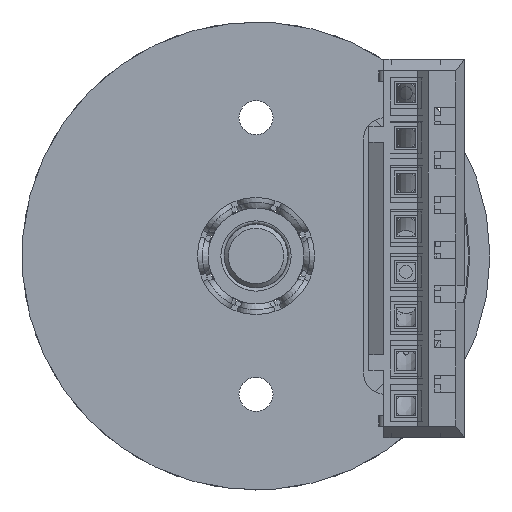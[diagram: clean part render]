
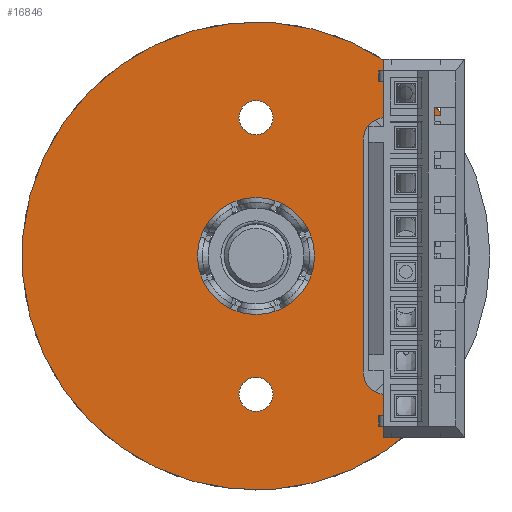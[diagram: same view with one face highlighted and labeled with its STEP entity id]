
A CAD part, front view. The second image highlights one B-rep face of the part: STEP entity #16846.
In plain terms, the highlighted planar face has unit normal (0, -1, 0).
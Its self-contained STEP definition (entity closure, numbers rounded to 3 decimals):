
#52 = CARTESIAN_POINT ( 'NONE',  ( 0., 0., -7.3 ) ) ;
#283 = CIRCLE ( 'NONE', #13626, 11. ) ;
#589 = VECTOR ( 'NONE', #880, 1000. ) ;
#702 = ORIENTED_EDGE ( 'NONE', *, *, #13590, .F. ) ;
#706 = DIRECTION ( 'NONE',  ( 0., 1., 0. ) ) ;
#880 = DIRECTION ( 'NONE',  ( 1., 0., 0. ) ) ;
#911 = AXIS2_PLACEMENT_3D ( 'NONE', #11808, #10155, #7151 ) ;
#1840 = CARTESIAN_POINT ( 'NONE',  ( 8.874, 0., -6.5 ) ) ;
#2068 = VERTEX_POINT ( 'NONE', #1840 ) ;
#2156 = EDGE_CURVE ( 'NONE', #17657, #2068, #283, .T. ) ;
#2748 = AXIS2_PLACEMENT_3D ( 'NONE', #11615, #5506, #15690 ) ;
#2823 = DIRECTION ( 'NONE',  ( 0., -1., 0. ) ) ;
#3440 = LINE ( 'NONE', #16748, #7292 ) ;
#3443 = CARTESIAN_POINT ( 'NONE',  ( 5.05, 0., 0. ) ) ;
#3640 = CARTESIAN_POINT ( 'NONE',  ( 0., 0., -2.75 ) ) ;
#4077 = PLANE ( 'NONE',  #18623 ) ;
#4230 = ORIENTED_EDGE ( 'NONE', *, *, #8310, .T. ) ;
#4618 = VERTEX_POINT ( 'NONE', #18577 ) ;
#5000 = EDGE_LOOP ( 'NONE', ( #17349 ) ) ;
#5016 = VERTEX_POINT ( 'NONE', #3640 ) ;
#5163 = DIRECTION ( 'NONE',  ( 0., -1., 0. ) ) ;
#5451 = CARTESIAN_POINT ( 'NONE',  ( 0., 0., 0. ) ) ;
#5506 = DIRECTION ( 'NONE',  ( 0., -1., 0. ) ) ;
#5727 = VERTEX_POINT ( 'NONE', #11253 ) ;
#5841 = DIRECTION ( 'NONE',  ( 0., 0., -1. ) ) ;
#6198 = ORIENTED_EDGE ( 'NONE', *, *, #2156, .T. ) ;
#6354 = DIRECTION ( 'NONE',  ( 0., -1., 0. ) ) ;
#6460 = ORIENTED_EDGE ( 'NONE', *, *, #8252, .F. ) ;
#6558 = EDGE_CURVE ( 'NONE', #5727, #5727, #8680, .T. ) ;
#6846 = CIRCLE ( 'NONE', #8408, 1. ) ;
#7151 = DIRECTION ( 'NONE',  ( 0., 0., -1. ) ) ;
#7292 = VECTOR ( 'NONE', #11220, 1000. ) ;
#8252 = EDGE_CURVE ( 'NONE', #17657, #9960, #3440, .T. ) ;
#8310 = EDGE_CURVE ( 'NONE', #14236, #9960, #15982, .T. ) ;
#8408 = AXIS2_PLACEMENT_3D ( 'NONE', #13437, #17911, #18113 ) ;
#8680 = CIRCLE ( 'NONE', #911, 0.8 ) ;
#9374 = ORIENTED_EDGE ( 'NONE', *, *, #16317, .F. ) ;
#9441 = CARTESIAN_POINT ( 'NONE',  ( 0., 0., 0. ) ) ;
#9960 = VERTEX_POINT ( 'NONE', #14582 ) ;
#10155 = DIRECTION ( 'NONE',  ( 0., -1., 0. ) ) ;
#11031 = ORIENTED_EDGE ( 'NONE', *, *, #17903, .F. ) ;
#11155 = CARTESIAN_POINT ( 'NONE',  ( 5.05, 0., 5.5 ) ) ;
#11220 = DIRECTION ( 'NONE',  ( -1., 0., 0. ) ) ;
#11253 = CARTESIAN_POINT ( 'NONE',  ( 0., 0., 5.7 ) ) ;
#11615 = CARTESIAN_POINT ( 'NONE',  ( 0., 0., -6.5 ) ) ;
#11717 = VERTEX_POINT ( 'NONE', #52 ) ;
#11808 = CARTESIAN_POINT ( 'NONE',  ( 0., 0., 6.5 ) ) ;
#11844 = FACE_BOUND ( 'NONE', #18184, .T. ) ;
#11971 = ORIENTED_EDGE ( 'NONE', *, *, #17873, .T. ) ;
#12466 = DIRECTION ( 'NONE',  ( 0., 0., -1. ) ) ;
#12723 = CARTESIAN_POINT ( 'NONE',  ( 5.05, 0., -5.5 ) ) ;
#12913 = FACE_BOUND ( 'NONE', #5000, .T. ) ;
#12999 = FACE_BOUND ( 'NONE', #14829, .T. ) ;
#13421 = EDGE_LOOP ( 'NONE', ( #15022, #11971, #9374, #4230, #6460, #6198 ) ) ;
#13437 = CARTESIAN_POINT ( 'NONE',  ( 6.05, 0., -5.5 ) ) ;
#13590 = EDGE_CURVE ( 'NONE', #11717, #11717, #16705, .T. ) ;
#13626 = AXIS2_PLACEMENT_3D ( 'NONE', #5451, #5163, #16987 ) ;
#13736 = CARTESIAN_POINT ( 'NONE',  ( 6.05, 0., 5.5 ) ) ;
#13817 = DIRECTION ( 'NONE',  ( 0., 0., -1. ) ) ;
#13833 = DIRECTION ( 'NONE',  ( 0., 0., -1. ) ) ;
#14236 = VERTEX_POINT ( 'NONE', #11155 ) ;
#14582 = CARTESIAN_POINT ( 'NONE',  ( 6.05, 0., 6.5 ) ) ;
#14759 = FACE_OUTER_BOUND ( 'NONE', #13421, .T. ) ;
#14829 = EDGE_LOOP ( 'NONE', ( #11031 ) ) ;
#14906 = AXIS2_PLACEMENT_3D ( 'NONE', #9441, #6354, #13817 ) ;
#15022 = ORIENTED_EDGE ( 'NONE', *, *, #18816, .F. ) ;
#15475 = VERTEX_POINT ( 'NONE', #12723 ) ;
#15690 = DIRECTION ( 'NONE',  ( 0., 0., -1. ) ) ;
#15982 = CIRCLE ( 'NONE', #18475, 1. ) ;
#16123 = VECTOR ( 'NONE', #13833, 1000. ) ;
#16317 = EDGE_CURVE ( 'NONE', #14236, #15475, #16751, .T. ) ;
#16705 = CIRCLE ( 'NONE', #2748, 0.8 ) ;
#16748 = CARTESIAN_POINT ( 'NONE',  ( 2.75, 0., 6.5 ) ) ;
#16751 = LINE ( 'NONE', #3443, #16123 ) ;
#16846 = ADVANCED_FACE ( 'NONE', ( #12913, #11844, #14759, #12999 ), #4077, .T. ) ;
#16987 = DIRECTION ( 'NONE',  ( 0., 0., -1. ) ) ;
#17211 = CARTESIAN_POINT ( 'NONE',  ( 2.75, 0., -6.5 ) ) ;
#17302 = LINE ( 'NONE', #17211, #589 ) ;
#17331 = CARTESIAN_POINT ( 'NONE',  ( 8.874, 0., 6.5 ) ) ;
#17349 = ORIENTED_EDGE ( 'NONE', *, *, #6558, .F. ) ;
#17657 = VERTEX_POINT ( 'NONE', #17331 ) ;
#17708 = CIRCLE ( 'NONE', #14906, 2.75 ) ;
#17873 = EDGE_CURVE ( 'NONE', #4618, #15475, #6846, .T. ) ;
#17903 = EDGE_CURVE ( 'NONE', #5016, #5016, #17708, .T. ) ;
#17911 = DIRECTION ( 'NONE',  ( 0., 1., 0. ) ) ;
#18113 = DIRECTION ( 'NONE',  ( 0., 0., -1. ) ) ;
#18184 = EDGE_LOOP ( 'NONE', ( #702 ) ) ;
#18475 = AXIS2_PLACEMENT_3D ( 'NONE', #13736, #706, #12466 ) ;
#18577 = CARTESIAN_POINT ( 'NONE',  ( 6.05, 0., -6.5 ) ) ;
#18623 = AXIS2_PLACEMENT_3D ( 'NONE', #18854, #2823, #5841 ) ;
#18816 = EDGE_CURVE ( 'NONE', #4618, #2068, #17302, .T. ) ;
#18854 = CARTESIAN_POINT ( 'NONE',  ( 2.75, 0., 0. ) ) ;
